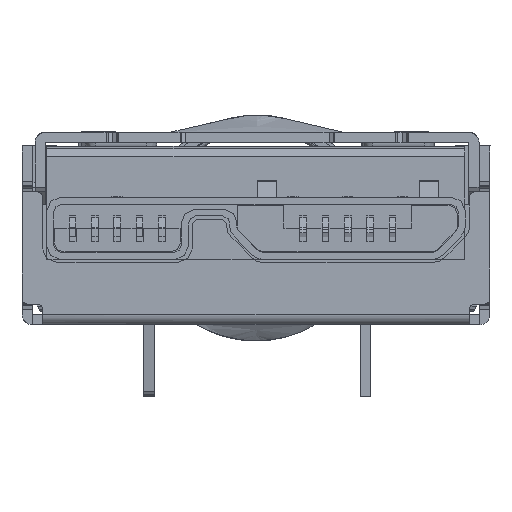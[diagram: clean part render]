
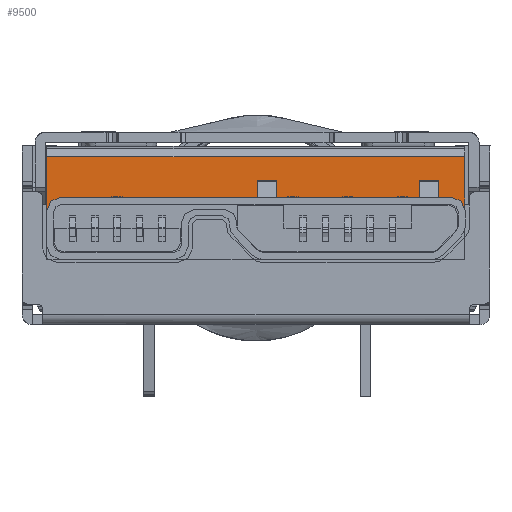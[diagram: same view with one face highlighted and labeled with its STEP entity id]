
A CAD part, left-side view. The second image highlights one B-rep face of the part: STEP entity #9500.
In plain terms, the highlighted free-form (B-spline) face has degree [1, 1] with [2, 2] control points.
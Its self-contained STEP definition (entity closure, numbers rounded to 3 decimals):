
#396 = ORIENTED_EDGE ( 'NONE', *, *, #26124, .F. ) ;
#1349 = CARTESIAN_POINT ( 'NONE',  ( -0.009, -6.313, 1.835 ) ) ;
#2144 = CARTESIAN_POINT ( 'NONE',  ( -0.009, -5.973, 3.598 ) ) ;
#3014 = CARTESIAN_POINT ( 'NONE',  ( -0.009, 6.094, 3.305 ) ) ;
#4086 = CARTESIAN_POINT ( 'NONE',  ( -0.009, 6.012, 3.505 ) ) ;
#4880 = CARTESIAN_POINT ( 'NONE',  ( -0.009, -6.07, 4.894 ) ) ;
#5264 = VERTEX_POINT ( 'NONE', #16247 ) ;
#6103 = CARTESIAN_POINT ( 'NONE',  ( -0.009, -5.693, 3.7 ) ) ;
#6269 = EDGE_CURVE ( 'NONE', #7764, #18026, #13017, .T. ) ;
#7764 = VERTEX_POINT ( 'NONE', #8992 ) ;
#8992 = CARTESIAN_POINT ( 'NONE',  ( -0.009, -6.07, 4.894 ) ) ;
#9320 = CARTESIAN_POINT ( 'NONE',  ( -0.009, -6.313, 4.954 ) ) ;
#9500 = ADVANCED_FACE ( 'NONE', ( #15371 ), #36800, .T. ) ;
#10070 = CARTESIAN_POINT ( 'NONE',  ( -0.009, 5.973, 3.598 ) ) ;
#10418 = VERTEX_POINT ( 'NONE', #24110 ) ;
#10668 = CARTESIAN_POINT ( 'NONE',  ( -0.009, -6.005, 3.521 ) ) ;
#11525 = CARTESIAN_POINT ( 'NONE',  ( -0.009, 5.973, 3.598 ) ) ;
#11711 = VERTEX_POINT ( 'NONE', #47672 ) ;
#12775 = CARTESIAN_POINT ( 'NONE',  ( -0.009, 6.333, 4.954 ) ) ;
#13017 = B_SPLINE_CURVE_WITH_KNOTS ( 'NONE', 1,
 ( #17627, #33504 ),
 .UNSPECIFIED., .F., .F.,
 ( 2, 2 ),
 ( 0., 1. ),
 .UNSPECIFIED. ) ;
#14976 = EDGE_CURVE ( 'NONE', #50471, #18026, #40267, .T. ) ;
#15371 = FACE_OUTER_BOUND ( 'NONE', #16827, .T. ) ;
#16098 = B_SPLINE_CURVE_WITH_KNOTS ( 'NONE', 1,
 ( #28583, #20976 ),
 .UNSPECIFIED., .F., .F.,
 ( 2, 2 ),
 ( 0., 1. ),
 .UNSPECIFIED. ) ;
#16247 = CARTESIAN_POINT ( 'NONE',  ( -0.009, 5.693, 3.7 ) ) ;
#16827 = EDGE_LOOP ( 'NONE', ( #26873, #40053, #22380, #45939, #29551, #26435, #25487, #396 ) ) ;
#17627 = CARTESIAN_POINT ( 'NONE',  ( -0.009, -6.07, 4.894 ) ) ;
#17736 = EDGE_CURVE ( 'NONE', #11711, #10418, #19955, .T. ) ;
#18026 = VERTEX_POINT ( 'NONE', #25695 ) ;
#18290 = CARTESIAN_POINT ( 'NONE',  ( -0.009, -6.07, 3.365 ) ) ;
#19955 = B_SPLINE_CURVE_WITH_KNOTS ( 'NONE', 3,
 ( #23678, #35185, #4086, #11525 ),
 .UNSPECIFIED., .F., .F.,
 ( 4, 4 ),
 ( 0., 1. ),
 .UNSPECIFIED. ) ;
#20518 = EDGE_CURVE ( 'NONE', #50471, #32839, #28360, .T. ) ;
#20976 = CARTESIAN_POINT ( 'NONE',  ( -0.009, 5.693, 3.7 ) ) ;
#21760 = CARTESIAN_POINT ( 'NONE',  ( -0.009, -5.973, 3.598 ) ) ;
#22380 = ORIENTED_EDGE ( 'NONE', *, *, #6269, .F. ) ;
#22841 = B_SPLINE_CURVE_WITH_KNOTS ( 'NONE', 1,
 ( #29798, #10070 ),
 .UNSPECIFIED., .F., .F.,
 ( 2, 2 ),
 ( 0., 1. ),
 .UNSPECIFIED. ) ;
#23053 = VERTEX_POINT ( 'NONE', #44699 ) ;
#23678 = CARTESIAN_POINT ( 'NONE',  ( -0.009, 6.094, 3.305 ) ) ;
#24110 = CARTESIAN_POINT ( 'NONE',  ( -0.009, 5.973, 3.598 ) ) ;
#25487 = ORIENTED_EDGE ( 'NONE', *, *, #27758, .F. ) ;
#25695 = CARTESIAN_POINT ( 'NONE',  ( -0.009, -6.07, 3.365 ) ) ;
#26124 = EDGE_CURVE ( 'NONE', #32839, #5264, #16098, .T. ) ;
#26423 = B_SPLINE_CURVE_WITH_KNOTS ( 'NONE', 1,
 ( #4880, #36494 ),
 .UNSPECIFIED., .F., .F.,
 ( 2, 2 ),
 ( 0., 1. ),
 .UNSPECIFIED. ) ;
#26435 = ORIENTED_EDGE ( 'NONE', *, *, #17736, .T. ) ;
#26873 = ORIENTED_EDGE ( 'NONE', *, *, #20518, .F. ) ;
#27758 = EDGE_CURVE ( 'NONE', #5264, #10418, #22841, .T. ) ;
#28360 = B_SPLINE_CURVE_WITH_KNOTS ( 'NONE', 1,
 ( #2144, #6103 ),
 .UNSPECIFIED., .F., .F.,
 ( 2, 2 ),
 ( 0., 1. ),
 .UNSPECIFIED. ) ;
#28583 = CARTESIAN_POINT ( 'NONE',  ( -0.009, -5.693, 3.7 ) ) ;
#29551 = ORIENTED_EDGE ( 'NONE', *, *, #40983, .T. ) ;
#29798 = CARTESIAN_POINT ( 'NONE',  ( -0.009, 5.693, 3.7 ) ) ;
#30241 = CARTESIAN_POINT ( 'NONE',  ( -0.009, -5.973, 3.598 ) ) ;
#32804 = CARTESIAN_POINT ( 'NONE',  ( -0.009, 6.333, 1.835 ) ) ;
#32839 = VERTEX_POINT ( 'NONE', #36021 ) ;
#33504 = CARTESIAN_POINT ( 'NONE',  ( -0.009, -6.07, 3.365 ) ) ;
#33525 = EDGE_CURVE ( 'NONE', #7764, #23053, #26423, .T. ) ;
#35185 = CARTESIAN_POINT ( 'NONE',  ( -0.009, 6.051, 3.411 ) ) ;
#36021 = CARTESIAN_POINT ( 'NONE',  ( -0.009, -5.693, 3.7 ) ) ;
#36494 = CARTESIAN_POINT ( 'NONE',  ( -0.009, 6.09, 4.894 ) ) ;
#36800 = B_SPLINE_SURFACE_WITH_KNOTS ( 'NONE', 1, 1, ( 
 ( #12775, #9320 ),
 ( #32804, #1349 ) ),
 .UNSPECIFIED., .F., .F., .F.,
 ( 2, 2 ),
 ( 2, 2 ),
 ( -0.06, 3.059 ),
 ( -12.433, 0.213 ),
 .UNSPECIFIED. ) ;
#38741 = CARTESIAN_POINT ( 'NONE',  ( -0.009, 6.09, 4.894 ) ) ;
#39676 = B_SPLINE_CURVE_WITH_KNOTS ( 'NONE', 1,
 ( #38741, #3014 ),
 .UNSPECIFIED., .F., .F.,
 ( 2, 2 ),
 ( 0., 1. ),
 .UNSPECIFIED. ) ;
#40053 = ORIENTED_EDGE ( 'NONE', *, *, #14976, .T. ) ;
#40267 = B_SPLINE_CURVE_WITH_KNOTS ( 'NONE', 3,
 ( #30241, #10668, #49874, #18290 ),
 .UNSPECIFIED., .F., .F.,
 ( 4, 4 ),
 ( 0., 1. ),
 .UNSPECIFIED. ) ;
#40983 = EDGE_CURVE ( 'NONE', #23053, #11711, #39676, .T. ) ;
#44699 = CARTESIAN_POINT ( 'NONE',  ( -0.009, 6.09, 4.894 ) ) ;
#45939 = ORIENTED_EDGE ( 'NONE', *, *, #33525, .T. ) ;
#47672 = CARTESIAN_POINT ( 'NONE',  ( -0.009, 6.094, 3.305 ) ) ;
#49874 = CARTESIAN_POINT ( 'NONE',  ( -0.009, -6.038, 3.443 ) ) ;
#50471 = VERTEX_POINT ( 'NONE', #21760 ) ;
